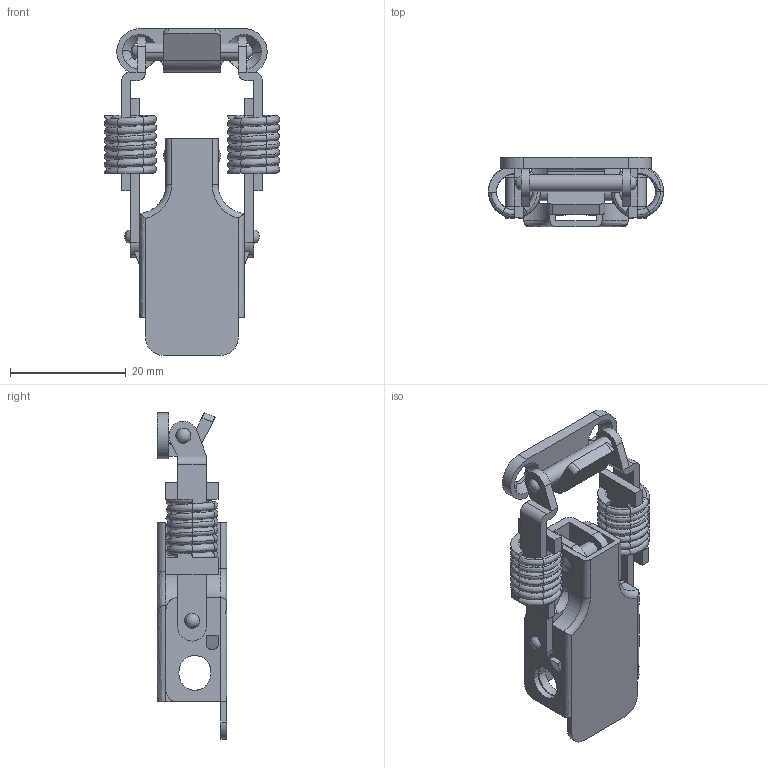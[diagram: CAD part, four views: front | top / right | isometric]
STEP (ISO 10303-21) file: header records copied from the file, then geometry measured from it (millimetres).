
FILE_DESCRIPTION((''),'2;1');
FILE_NAME('','2005-07-15T13:58:00',(''),(''),'','CADfix','');
FILE_SCHEMA(('AUTOMOTIVE_DESIGN'));
Length unit declared in the file: millimetre
Products named in the file (13): spring_mr; spring; shaft_C; shaft_B; shaft_A; lever; keeper; base; arm_C; arm_B; arm_A_mr; arm_A; TL_11J_1_11202_36
Assembly tree (12 placements, depth 2):
  TL_11J_1_11202_36
    spring_mr
    spring
    shaft_C
    shaft_B
    shaft_A
    lever
    keeper
    base
    arm_C
    arm_B
    arm_A_mr
    arm_A
Bounding box: 30.3 x 12 x 56.5 mm (x, y, z)
Volume: 4114.8 mm3; surface area: 8095.1 mm2
Topology: 12 solids, 12 shells, 430 faces, 1114 edges, 718 vertices
Faces by surface type: bspline 430
Entity records: 18372 total; most frequent: CARTESIAN_POINT 11818, ORIENTED_EDGE 2228, EDGE_CURVE 1114, VERTEX_POINT 718, EDGE_LOOP 476, FACE_OUTER_BOUND 430, ADVANCED_FACE 430, QUASI_UNIFORM_CURVE 404
